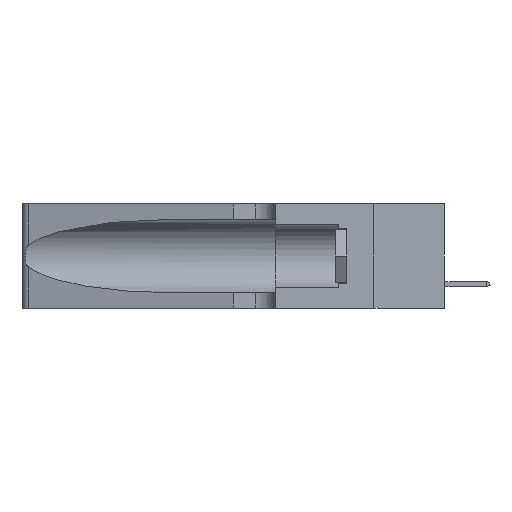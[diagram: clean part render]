
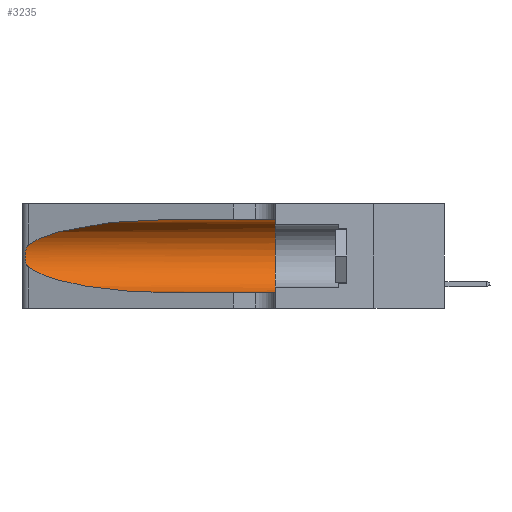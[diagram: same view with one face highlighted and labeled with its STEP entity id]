
A CAD part, left-side view. The second image highlights one B-rep face of the part: STEP entity #3235.
In plain terms, the highlighted cylindrical face has radius 3.308 mm (diameter 6.617 mm), a partial arc.
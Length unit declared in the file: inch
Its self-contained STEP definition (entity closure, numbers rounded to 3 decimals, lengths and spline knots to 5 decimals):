
#1011 = EDGE_LOOP ( 'NONE', ( #31214, #6850, #32547, #22946, #14832, #23338 ) ) ;
#2961 = CIRCLE ( 'NONE', #31740, 0.13025 ) ;
#3235 = ADVANCED_FACE ( 'NONE', ( #17080 ), #20583, .F. ) ;
#3365 = CARTESIAN_POINT ( 'NONE',  ( 0.25555, 1.22994, 0.2215 ) ) ;
#3935 = DIRECTION ( 'NONE',  ( 0., 0., 1. ) ) ;
#4556 = DIRECTION ( 'NONE',  ( 0., -1., 0. ) ) ;
#4603 = CARTESIAN_POINT ( 'NONE',  ( 0.1305, 0.35, 0.185 ) ) ;
#5173 = EDGE_CURVE ( 'NONE', #13923, #20830, #20962, .T. ) ;
#6156 = VECTOR ( 'NONE', #19178, 39.37008 ) ;
#6850 = ORIENTED_EDGE ( 'NONE', *, *, #23035, .T. ) ;
#7472 = VERTEX_POINT ( 'NONE', #8378 ) ;
#8041 =( BOUNDED_CURVE ( )  B_SPLINE_CURVE ( 3, ( #27940, #30319, #11894, #29822 ),
 .UNSPECIFIED., .F., .F. ) 
 B_SPLINE_CURVE_WITH_KNOTS ( ( 4, 4 ),
 ( 1.5708, 2.84003 ),
 .UNSPECIFIED. ) 
 CURVE ( )  GEOMETRIC_REPRESENTATION_ITEM ( )  RATIONAL_B_SPLINE_CURVE ( ( 1., 0.87, 0.87, 1. ) ) 
 REPRESENTATION_ITEM ( '' )  );
#8378 = CARTESIAN_POINT ( 'NONE',  ( 0.1305, 0.72297, 0.05475 ) ) ;
#8627 = CARTESIAN_POINT ( 'NONE',  ( 0.26017, 1.23833, 0.17102 ) ) ;
#8742 = CARTESIAN_POINT ( 'NONE',  ( 0.25487, 1.22718, 0.14631 ) ) ;
#8939 = EDGE_CURVE ( 'NONE', #7472, #25487, #30101, .T. ) ;
#9554 = CARTESIAN_POINT ( 'NONE',  ( 0.1305, 1.61858, 0.31525 ) ) ;
#10141 = CARTESIAN_POINT ( 'NONE',  ( 0.25487, 1.22718, 0.22369 ) ) ;
#10517 = VERTEX_POINT ( 'NONE', #17349 ) ;
#11894 = CARTESIAN_POINT ( 'NONE',  ( 0.2373, 1.15595, 0.28018 ) ) ;
#12095 = CARTESIAN_POINT ( 'NONE',  ( 0.18966, 0.96281, 0.05475 ) ) ;
#12321 = CARTESIAN_POINT ( 'NONE',  ( 0.1305, 0.72297, 0.05475 ) ) ;
#13923 = VERTEX_POINT ( 'NONE', #26073 ) ;
#14454 = CARTESIAN_POINT ( 'NONE',  ( 0.1305, 0.35, 0.05475 ) ) ;
#14716 =( BOUNDED_CURVE ( )  B_SPLINE_CURVE ( 3, ( #31921, #29384, #12095, #12321 ),
 .UNSPECIFIED., .F., .F. ) 
 B_SPLINE_CURVE_WITH_KNOTS ( ( 4, 4 ),
 ( 3.44316, 4.71239 ),
 .UNSPECIFIED. ) 
 CURVE ( )  GEOMETRIC_REPRESENTATION_ITEM ( )  RATIONAL_B_SPLINE_CURVE ( ( 1., 0.87, 0.87, 1. ) ) 
 REPRESENTATION_ITEM ( '' )  );
#14832 = ORIENTED_EDGE ( 'NONE', *, *, #19255, .F. ) ;
#16818 = CARTESIAN_POINT ( 'NONE',  ( 0.1305, 1.61858, 0.185 ) ) ;
#17080 = FACE_OUTER_BOUND ( 'NONE', #1011, .T. ) ;
#17349 = CARTESIAN_POINT ( 'NONE',  ( 0.25487, 1.22718, 0.14631 ) ) ;
#19178 = DIRECTION ( 'NONE',  ( 0., -1., 0. ) ) ;
#19255 = EDGE_CURVE ( 'NONE', #20830, #25487, #2961, .T. ) ;
#20323 = B_SPLINE_CURVE_WITH_KNOTS ( 'NONE', 3,
 ( #23529, #3365, #23418, #23623, #21249, #28583, #31078, #23853, #8627, #23734, #28480, #26170, #25837, #8742 ),
 .UNSPECIFIED., .F., .F.,
 ( 4, 2, 2, 2, 2, 2, 4 ),
 ( 0., 0.00027, 0.00053, 0.00107, 0.0016, 0.00187, 0.00214 ),
 .UNSPECIFIED. ) ;
#20583 = CYLINDRICAL_SURFACE ( 'NONE', #20939, 0.13025 ) ;
#20830 = VERTEX_POINT ( 'NONE', #26026 ) ;
#20939 = AXIS2_PLACEMENT_3D ( 'NONE', #16818, #31873, #29334 ) ;
#20962 = LINE ( 'NONE', #9554, #6156 ) ;
#21249 = CARTESIAN_POINT ( 'NONE',  ( 0.25854, 1.2359, 0.20912 ) ) ;
#22640 = EDGE_CURVE ( 'NONE', #13923, #30418, #8041, .T. ) ;
#22946 = ORIENTED_EDGE ( 'NONE', *, *, #8939, .T. ) ;
#23035 = EDGE_CURVE ( 'NONE', #30418, #10517, #20323, .T. ) ;
#23338 = ORIENTED_EDGE ( 'NONE', *, *, #5173, .F. ) ;
#23418 = CARTESIAN_POINT ( 'NONE',  ( 0.25639, 1.23184, 0.21858 ) ) ;
#23529 = CARTESIAN_POINT ( 'NONE',  ( 0.25487, 1.22718, 0.22369 ) ) ;
#23623 = CARTESIAN_POINT ( 'NONE',  ( 0.25787, 1.23484, 0.2124 ) ) ;
#23734 = CARTESIAN_POINT ( 'NONE',  ( 0.25856, 1.23593, 0.16098 ) ) ;
#23853 = CARTESIAN_POINT ( 'NONE',  ( 0.26075, 1.23896, 0.178 ) ) ;
#25487 = VERTEX_POINT ( 'NONE', #14454 ) ;
#25837 = CARTESIAN_POINT ( 'NONE',  ( 0.25555, 1.22993, 0.14849 ) ) ;
#26026 = CARTESIAN_POINT ( 'NONE',  ( 0.1305, 0.35, 0.31525 ) ) ;
#26073 = CARTESIAN_POINT ( 'NONE',  ( 0.1305, 0.72297, 0.31525 ) ) ;
#26170 = CARTESIAN_POINT ( 'NONE',  ( 0.25639, 1.23186, 0.15144 ) ) ;
#27019 = VECTOR ( 'NONE', #4556, 39.37008 ) ;
#27262 = CARTESIAN_POINT ( 'NONE',  ( 0.1305, 1.61858, 0.05475 ) ) ;
#27940 = CARTESIAN_POINT ( 'NONE',  ( 0.1305, 0.72297, 0.31525 ) ) ;
#28480 = CARTESIAN_POINT ( 'NONE',  ( 0.25789, 1.23486, 0.15765 ) ) ;
#28583 = CARTESIAN_POINT ( 'NONE',  ( 0.26018, 1.23835, 0.19895 ) ) ;
#29119 = DIRECTION ( 'NONE',  ( 0., 1., 0. ) ) ;
#29334 = DIRECTION ( 'NONE',  ( 0., 0., -1. ) ) ;
#29384 = CARTESIAN_POINT ( 'NONE',  ( 0.2373, 1.15595, 0.08982 ) ) ;
#29822 = CARTESIAN_POINT ( 'NONE',  ( 0.25487, 1.22718, 0.22369 ) ) ;
#30101 = LINE ( 'NONE', #27262, #27019 ) ;
#30319 = CARTESIAN_POINT ( 'NONE',  ( 0.18966, 0.96281, 0.31525 ) ) ;
#30418 = VERTEX_POINT ( 'NONE', #10141 ) ;
#31078 = CARTESIAN_POINT ( 'NONE',  ( 0.26075, 1.23896, 0.19203 ) ) ;
#31214 = ORIENTED_EDGE ( 'NONE', *, *, #22640, .T. ) ;
#31578 = EDGE_CURVE ( 'NONE', #10517, #7472, #14716, .T. ) ;
#31740 = AXIS2_PLACEMENT_3D ( 'NONE', #4603, #29119, #3935 ) ;
#31873 = DIRECTION ( 'NONE',  ( 0., -1., 0. ) ) ;
#31921 = CARTESIAN_POINT ( 'NONE',  ( 0.25487, 1.22718, 0.14631 ) ) ;
#32547 = ORIENTED_EDGE ( 'NONE', *, *, #31578, .T. ) ;
